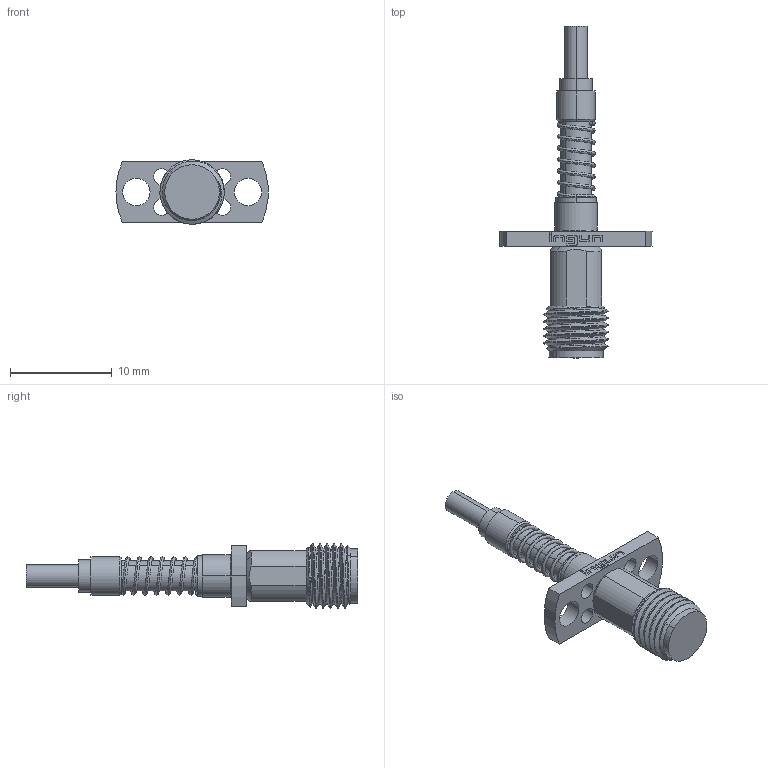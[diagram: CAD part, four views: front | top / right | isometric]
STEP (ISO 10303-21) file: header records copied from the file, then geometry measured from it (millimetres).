
FILE_DESCRIPTION (( 'STEP AP203' ), '1' );
FILE_NAME ('INGUN_HFS-336_302_040_A_xx43_JSC.STEP', '2021-06-08T12:55:23', ( '' ), ( '' ), 'SwSTEP 2.0', 'SolidWorks 2018', '' );
FILE_SCHEMA (( 'CONFIG_CONTROL_DESIGN' ));
Length unit declared in the file: millimetre
Products named in the file (1): INGUN_HFS-336_302_040_A_xx43_JSC
Bounding box: 14.97 x 32.7 x 6.35 mm (x, y, z)
Volume: 532.4 mm3; surface area: 794.1 mm2
Topology: 1 solids, 1 shells, 172 faces, 430 edges, 277 vertices
Faces by surface type: cylinder 77, plane 70, cone 13, torus 7, bspline 5
Entity records: 7798 total; most frequent: CARTESIAN_POINT 3557, DIRECTION 890, ORIENTED_EDGE 860, EDGE_CURVE 430, AXIS2_PLACEMENT_3D 333, VERTEX_POINT 277, VECTOR 224, LINE 224
